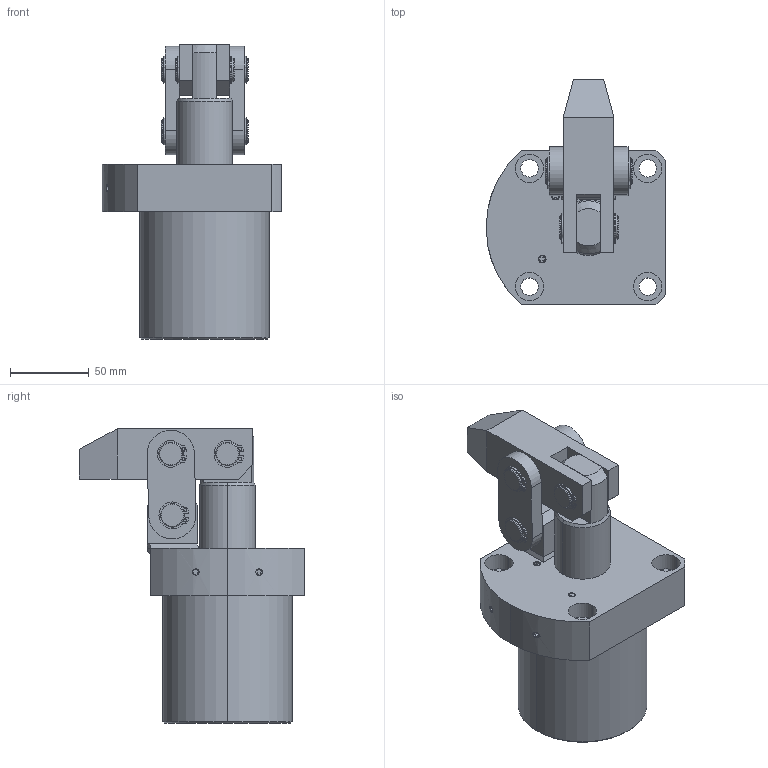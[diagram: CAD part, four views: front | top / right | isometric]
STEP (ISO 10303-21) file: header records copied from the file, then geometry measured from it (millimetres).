
FILE_DESCRIPTION (( 'STEP AP214' ), '1' );
FILE_NAME ('CHLC-FAM63L.STEP', '2019-04-20T02:08:59', ( '' ), ( '' ), 'SwSTEP 2.0', 'SolidWorks 2016', '' );
FILE_SCHEMA (( 'AUTOMOTIVE_DESIGN' ));
Length unit declared in the file: millimetre
Products named in the file (10): CHLC-FAM63L; YAKUAI; socket set screw flat point_iso_ISO 4026 - M5 x 6-S; CHLC-63-07; CHLC-63-05; CHLC-63-04; CHLC-63-03; CHLC-63-02; CHLC-63-01; benti
Assembly tree (19 placements, depth 2):
  CHLC-FAM63L
    benti
    CHLC-63-01
    CHLC-63-02
    CHLC-63-03  x2
    CHLC-63-04  x2
    CHLC-63-05
    CHLC-63-07  x6
    socket set screw flat point_iso_ISO 4026 - M5 x 6-S  x4
    YAKUAI
Bounding box: 114 x 143 x 186.99 mm (x, y, z)
Volume: 800283.2 mm3; surface area: 147172 mm2
Topology: 21 solids, 21 shells, 612 faces, 1516 edges, 970 vertices
Faces by surface type: cylinder 264, cone 182, plane 166
Entity records: 10994 total; most frequent: CARTESIAN_POINT 1657, DIRECTION 1548, ORIENTED_EDGE 1328, EDGE_CURVE 664, AXIS2_PLACEMENT_3D 609, VERTEX_POINT 426, VECTOR 330, LINE 330
